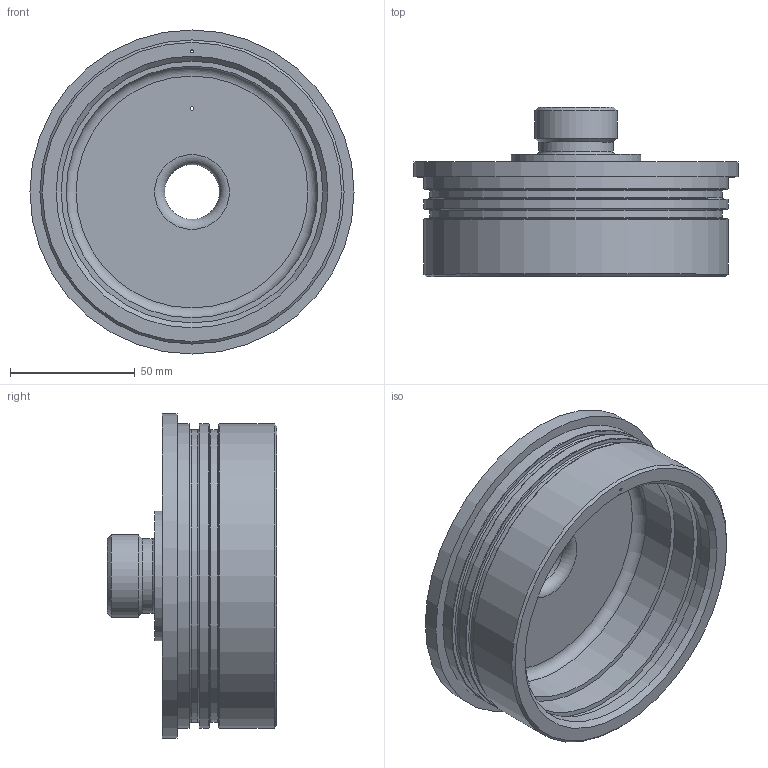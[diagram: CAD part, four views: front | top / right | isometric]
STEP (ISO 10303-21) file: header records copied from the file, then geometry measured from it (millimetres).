
FILE_DESCRIPTION(/* description */ (''),/* implementation_level */ '2;1');
FILE_NAME(/* name */ 'TWR.2A.4.03.02.002_test_plug.stp',/* time_stamp */ '2023-04-17T03:41:47+02:00',/* author */ (''),/* organization */ (''),/* preprocessor_version */ 'ST-DEVELOPER v18.101',/* originating_system */ 'SIEMENS PLM Software NX 2011',/* authorisation */ '');
FILE_SCHEMA (('AUTOMOTIVE_DESIGN { 1 0 10303 214 3 1 1 1 }'));
Length unit declared in the file: millimetre
Products named in the file (1): test_plug
Bounding box: 130 x 68 x 130 mm (x, y, z)
Volume: 213165.4 mm3; surface area: 64017 mm2
Topology: 1 solids, 1 shells, 49 faces, 91 edges, 57 vertices
Faces by surface type: cylinder 18, plane 15, torus 11, cone 5
Full cylindrical faces by diameter (mm): 1.2 x1, 1.5 x1, 4 x2, 22 x1, 29.82 x1, 33 x1, 52 x1, 101 x1, 105 x2, 109 x1, 117.4 x2, 122 x3, 130 x1
Entity records: 1040 total; most frequent: DIRECTION 202, CARTESIAN_POINT 152, FACE_BOUND 102, EDGE_LOOP 102, ORIENTED_EDGE 102, AXIS2_PLACEMENT_3D 101, VERTEX_POINT 51, EDGE_CURVE 51
